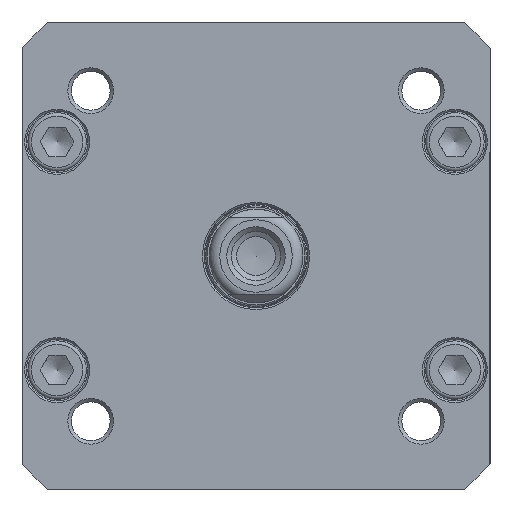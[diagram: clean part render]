
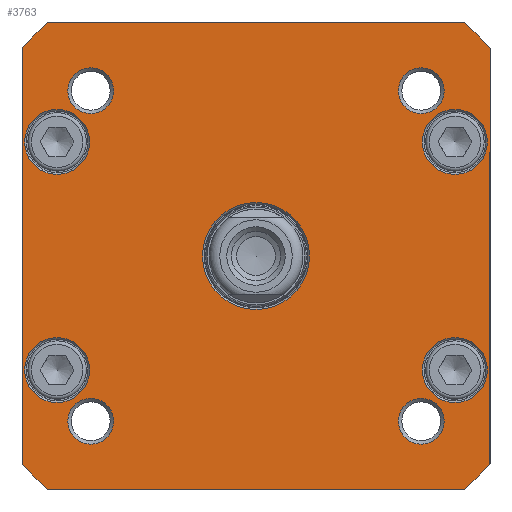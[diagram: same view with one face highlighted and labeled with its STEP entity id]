
A CAD part, front view. The second image highlights one B-rep face of the part: STEP entity #3763.
In plain terms, the highlighted planar face has unit normal (0, -1, 0).
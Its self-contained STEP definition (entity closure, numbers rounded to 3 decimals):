
#3589=CARTESIAN_POINT('',(0.,-91.75,0.));
#3590=DIRECTION('',(0.0,-1.0,0.0));
#3591=DIRECTION('',(0.0,0.0,-1.0));
#3592=AXIS2_PLACEMENT_3D('',#3589,#3590,#3591);
#3593=PLANE('',#3592);
#3594=CARTESIAN_POINT('',(-40.,-91.75,35.528));
#3595=VERTEX_POINT('',#3594);
#3596=CARTESIAN_POINT('',(-35.528,-91.75,40.0));
#3597=VERTEX_POINT('',#3596);
#3598=CARTESIAN_POINT('',(0.0,-91.75,0.0));
#3599=DIRECTION('',(0.0,1.0,0.0));
#3600=DIRECTION('',(-0.664,0.0,0.748));
#3601=AXIS2_PLACEMENT_3D('',#3598,#3599,#3600);
#3602=CIRCLE('',#3601,53.5);
#3603=EDGE_CURVE('',#3595,#3597,#3602,.T.);
#3604=ORIENTED_EDGE('',*,*,#3603,.F.);
#3605=CARTESIAN_POINT('',(-40.,-91.75,-35.528));
#3606=VERTEX_POINT('',#3605);
#3607=CARTESIAN_POINT('',(-40.,-91.75,-35.528));
#3608=DIRECTION('',(0.0,0.0,1.0));
#3609=VECTOR('',#3608,71.056);
#3610=LINE('',#3607,#3609);
#3611=EDGE_CURVE('',#3606,#3595,#3610,.T.);
#3612=ORIENTED_EDGE('',*,*,#3611,.F.);
#3613=CARTESIAN_POINT('',(-35.528,-91.75,-40.0));
#3614=VERTEX_POINT('',#3613);
#3615=CARTESIAN_POINT('',(0.0,-91.75,0.0));
#3616=DIRECTION('',(0.0,1.0,0.0));
#3617=DIRECTION('',(-0.748,0.0,-0.664));
#3618=AXIS2_PLACEMENT_3D('',#3615,#3616,#3617);
#3619=CIRCLE('',#3618,53.5);
#3620=EDGE_CURVE('',#3614,#3606,#3619,.T.);
#3621=ORIENTED_EDGE('',*,*,#3620,.F.);
#3622=CARTESIAN_POINT('',(35.528,-91.75,-40.));
#3623=VERTEX_POINT('',#3622);
#3624=CARTESIAN_POINT('',(35.528,-91.75,-40.));
#3625=DIRECTION('',(-1.0,0.0,0.0));
#3626=VECTOR('',#3625,71.056);
#3627=LINE('',#3624,#3626);
#3628=EDGE_CURVE('',#3623,#3614,#3627,.T.);
#3629=ORIENTED_EDGE('',*,*,#3628,.F.);
#3630=CARTESIAN_POINT('',(40.0,-91.75,-35.528));
#3631=VERTEX_POINT('',#3630);
#3632=CARTESIAN_POINT('',(0.0,-91.75,0.0));
#3633=DIRECTION('',(0.0,1.0,0.0));
#3634=DIRECTION('',(0.664,0.0,-0.748));
#3635=AXIS2_PLACEMENT_3D('',#3632,#3633,#3634);
#3636=CIRCLE('',#3635,53.5);
#3637=EDGE_CURVE('',#3631,#3623,#3636,.T.);
#3638=ORIENTED_EDGE('',*,*,#3637,.F.);
#3639=CARTESIAN_POINT('',(40.,-91.75,35.528));
#3640=VERTEX_POINT('',#3639);
#3641=CARTESIAN_POINT('',(40.,-91.75,35.528));
#3642=DIRECTION('',(0.0,0.0,-1.0));
#3643=VECTOR('',#3642,71.056);
#3644=LINE('',#3641,#3643);
#3645=EDGE_CURVE('',#3640,#3631,#3644,.T.);
#3646=ORIENTED_EDGE('',*,*,#3645,.F.);
#3647=CARTESIAN_POINT('',(35.528,-91.75,40.0));
#3648=VERTEX_POINT('',#3647);
#3649=CARTESIAN_POINT('',(0.0,-91.75,0.0));
#3650=DIRECTION('',(0.0,1.0,0.0));
#3651=DIRECTION('',(0.748,0.0,0.664));
#3652=AXIS2_PLACEMENT_3D('',#3649,#3650,#3651);
#3653=CIRCLE('',#3652,53.5);
#3654=EDGE_CURVE('',#3648,#3640,#3653,.T.);
#3655=ORIENTED_EDGE('',*,*,#3654,.F.);
#3656=CARTESIAN_POINT('',(-35.528,-91.75,40.0));
#3657=DIRECTION('',(1.0,0.0,0.0));
#3658=VECTOR('',#3657,71.056);
#3659=LINE('',#3656,#3658);
#3660=EDGE_CURVE('',#3597,#3648,#3659,.T.);
#3661=ORIENTED_EDGE('',*,*,#3660,.F.);
#3662=EDGE_LOOP('',(#3604,#3612,#3621,#3629,#3638,#3646,#3655,#3661));
#3663=FACE_OUTER_BOUND('',#3662,.T.);
#3664=CARTESIAN_POINT('',(-34.0,-91.75,13.95));
#3665=VERTEX_POINT('',#3664);
#3666=CARTESIAN_POINT('',(-34.0,-91.75,19.5));
#3667=DIRECTION('',(0.0,-1.0,0.0));
#3668=DIRECTION('',(0.0,0.0,1.0));
#3669=AXIS2_PLACEMENT_3D('',#3666,#3667,#3668);
#3670=CIRCLE('',#3669,5.55);
#3671=EDGE_CURVE('',#3665,#3665,#3670,.T.);
#3672=ORIENTED_EDGE('',*,*,#3671,.F.);
#3673=EDGE_LOOP('',(#3672));
#3674=FACE_BOUND('',#3673,.T.);
#3675=CARTESIAN_POINT('',(34.0,-91.75,-25.05));
#3676=VERTEX_POINT('',#3675);
#3677=CARTESIAN_POINT('',(34.0,-91.75,-19.5));
#3678=DIRECTION('',(0.0,-1.0,0.0));
#3679=DIRECTION('',(0.0,0.0,1.0));
#3680=AXIS2_PLACEMENT_3D('',#3677,#3678,#3679);
#3681=CIRCLE('',#3680,5.55);
#3682=EDGE_CURVE('',#3676,#3676,#3681,.T.);
#3683=ORIENTED_EDGE('',*,*,#3682,.F.);
#3684=EDGE_LOOP('',(#3683));
#3685=FACE_BOUND('',#3684,.T.);
#3686=CARTESIAN_POINT('',(-28.25,-91.75,24.327));
#3687=VERTEX_POINT('',#3686);
#3688=CARTESIAN_POINT('',(-28.25,-91.75,28.25));
#3689=DIRECTION('',(0.0,-1.0,0.0));
#3690=DIRECTION('',(0.0,0.0,1.0));
#3691=AXIS2_PLACEMENT_3D('',#3688,#3689,#3690);
#3692=CIRCLE('',#3691,3.924);
#3693=EDGE_CURVE('',#3687,#3687,#3692,.T.);
#3694=ORIENTED_EDGE('',*,*,#3693,.F.);
#3695=EDGE_LOOP('',(#3694));
#3696=FACE_BOUND('',#3695,.T.);
#3697=CARTESIAN_POINT('',(28.25,-91.75,-32.174));
#3698=VERTEX_POINT('',#3697);
#3699=CARTESIAN_POINT('',(28.25,-91.75,-28.25));
#3700=DIRECTION('',(0.0,-1.0,0.0));
#3701=DIRECTION('',(0.0,0.0,1.0));
#3702=AXIS2_PLACEMENT_3D('',#3699,#3700,#3701);
#3703=CIRCLE('',#3702,3.924);
#3704=EDGE_CURVE('',#3698,#3698,#3703,.T.);
#3705=ORIENTED_EDGE('',*,*,#3704,.F.);
#3706=EDGE_LOOP('',(#3705));
#3707=FACE_BOUND('',#3706,.T.);
#3708=CARTESIAN_POINT('',(0.,-91.75,9.15));
#3709=VERTEX_POINT('',#3708);
#3710=CARTESIAN_POINT('',(0.0,-91.75,0.0));
#3711=DIRECTION('',(0.0,-1.0,0.0));
#3712=DIRECTION('',(0.0,0.0,-1.0));
#3713=AXIS2_PLACEMENT_3D('',#3710,#3711,#3712);
#3714=CIRCLE('',#3713,9.15);
#3715=EDGE_CURVE('',#3709,#3709,#3714,.T.);
#3716=ORIENTED_EDGE('',*,*,#3715,.F.);
#3717=EDGE_LOOP('',(#3716));
#3718=FACE_BOUND('',#3717,.T.);
#3719=CARTESIAN_POINT('',(28.25,-91.75,24.327));
#3720=VERTEX_POINT('',#3719);
#3721=CARTESIAN_POINT('',(28.25,-91.75,28.25));
#3722=DIRECTION('',(0.0,-1.0,0.0));
#3723=DIRECTION('',(0.0,0.0,1.0));
#3724=AXIS2_PLACEMENT_3D('',#3721,#3722,#3723);
#3725=CIRCLE('',#3724,3.924);
#3726=EDGE_CURVE('',#3720,#3720,#3725,.T.);
#3727=ORIENTED_EDGE('',*,*,#3726,.F.);
#3728=EDGE_LOOP('',(#3727));
#3729=FACE_BOUND('',#3728,.T.);
#3730=CARTESIAN_POINT('',(-28.25,-91.75,-32.174));
#3731=VERTEX_POINT('',#3730);
#3732=CARTESIAN_POINT('',(-28.25,-91.75,-28.25));
#3733=DIRECTION('',(0.0,-1.0,0.0));
#3734=DIRECTION('',(0.0,0.0,1.0));
#3735=AXIS2_PLACEMENT_3D('',#3732,#3733,#3734);
#3736=CIRCLE('',#3735,3.924);
#3737=EDGE_CURVE('',#3731,#3731,#3736,.T.);
#3738=ORIENTED_EDGE('',*,*,#3737,.F.);
#3739=EDGE_LOOP('',(#3738));
#3740=FACE_BOUND('',#3739,.T.);
#3741=CARTESIAN_POINT('',(34.0,-91.75,13.95));
#3742=VERTEX_POINT('',#3741);
#3743=CARTESIAN_POINT('',(34.0,-91.75,19.5));
#3744=DIRECTION('',(0.0,-1.0,0.0));
#3745=DIRECTION('',(0.0,0.0,1.0));
#3746=AXIS2_PLACEMENT_3D('',#3743,#3744,#3745);
#3747=CIRCLE('',#3746,5.55);
#3748=EDGE_CURVE('',#3742,#3742,#3747,.T.);
#3749=ORIENTED_EDGE('',*,*,#3748,.F.);
#3750=EDGE_LOOP('',(#3749));
#3751=FACE_BOUND('',#3750,.T.);
#3752=CARTESIAN_POINT('',(-34.0,-91.75,-25.05));
#3753=VERTEX_POINT('',#3752);
#3754=CARTESIAN_POINT('',(-34.0,-91.75,-19.5));
#3755=DIRECTION('',(0.0,-1.0,0.0));
#3756=DIRECTION('',(0.0,0.0,1.0));
#3757=AXIS2_PLACEMENT_3D('',#3754,#3755,#3756);
#3758=CIRCLE('',#3757,5.55);
#3759=EDGE_CURVE('',#3753,#3753,#3758,.T.);
#3760=ORIENTED_EDGE('',*,*,#3759,.F.);
#3761=EDGE_LOOP('',(#3760));
#3762=FACE_BOUND('',#3761,.T.);
#3763=ADVANCED_FACE('',(#3663,#3674,#3685,#3696,#3707,#3718,#3729,#3740,#3751,#3762),#3593,.T.);
